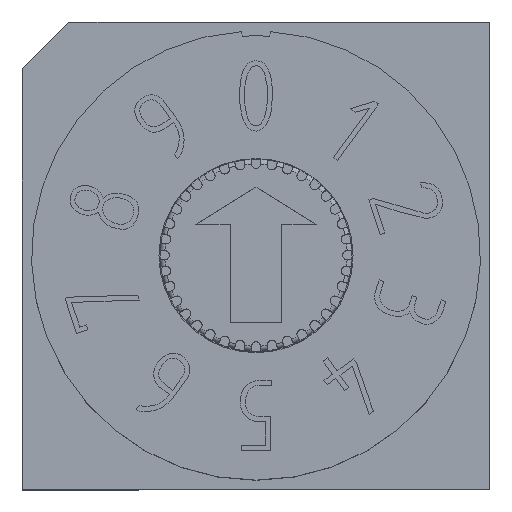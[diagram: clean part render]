
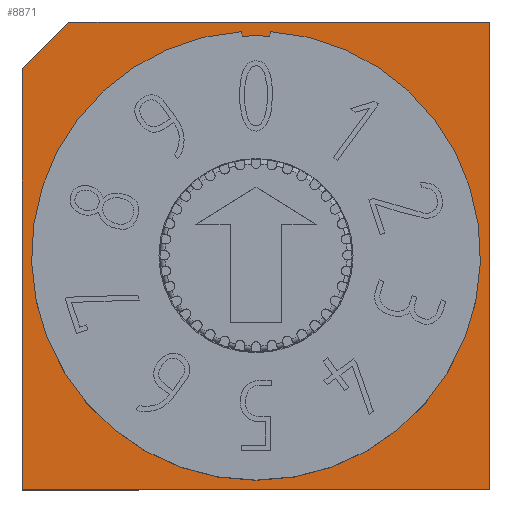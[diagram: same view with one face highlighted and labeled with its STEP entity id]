
A CAD part, top view. The second image highlights one B-rep face of the part: STEP entity #8871.
In plain terms, the highlighted planar face has unit normal (0, 0, 1).
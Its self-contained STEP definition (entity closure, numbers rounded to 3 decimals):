
#310=CIRCLE('',#9306,4.7);
#316=CIRCLE('',#9455,4.8);
#583=PLANE('',#9456);
#876=LINE('',#12959,#1417);
#881=LINE('',#12977,#1422);
#1101=LINE('',#14128,#1642);
#1107=LINE('',#14141,#1648);
#1108=LINE('',#14143,#1649);
#1112=LINE('',#14152,#1653);
#1120=LINE('',#14230,#1661);
#1417=VECTOR('',#10556,1000.);
#1422=VECTOR('',#10571,1000.);
#1642=VECTOR('',#11059,1000.);
#1648=VECTOR('',#11067,1000.);
#1649=VECTOR('',#11070,1000.);
#1653=VECTOR('',#11076,1000.);
#1661=VECTOR('',#11106,1000.);
#3174=ORIENTED_EDGE('',*,*,#4496,.T.);
#3175=ORIENTED_EDGE('',*,*,#4157,.F.);
#3176=ORIENTED_EDGE('',*,*,#4162,.F.);
#3177=ORIENTED_EDGE('',*,*,#4165,.F.);
#3178=ORIENTED_EDGE('',*,*,#4476,.T.);
#3179=ORIENTED_EDGE('',*,*,#4497,.F.);
#3180=ORIENTED_EDGE('',*,*,#4477,.T.);
#3181=ORIENTED_EDGE('',*,*,#4481,.T.);
#3182=ORIENTED_EDGE('',*,*,#4470,.T.);
#4157=EDGE_CURVE('',#5017,#5018,#876,.T.);
#4162=EDGE_CURVE('',#5021,#5017,#310,.T.);
#4165=EDGE_CURVE('',#5023,#5021,#881,.T.);
#4470=EDGE_CURVE('',#5134,#5135,#1101,.T.);
#4476=EDGE_CURVE('',#5135,#5139,#1107,.T.);
#4477=EDGE_CURVE('',#5140,#5141,#1108,.T.);
#4481=EDGE_CURVE('',#5141,#5134,#1112,.T.);
#4496=EDGE_CURVE('',#5023,#5018,#316,.T.);
#4497=EDGE_CURVE('',#5140,#5139,#1120,.T.);
#5017=VERTEX_POINT('',#12960);
#5018=VERTEX_POINT('',#12961);
#5021=VERTEX_POINT('',#12972);
#5023=VERTEX_POINT('',#12978);
#5134=VERTEX_POINT('',#14129);
#5135=VERTEX_POINT('',#14130);
#5139=VERTEX_POINT('',#14140);
#5140=VERTEX_POINT('',#14144);
#5141=VERTEX_POINT('',#14145);
#5665=EDGE_LOOP('',(#3174,#3175,#3176,#3177));
#5666=EDGE_LOOP('',(#3178,#3179,#3180,#3181,#3182));
#6046=FACE_BOUND('',#5665,.T.);
#6047=FACE_BOUND('',#5666,.T.);
#8871=ADVANCED_FACE('',(#6046,#6047),#583,.T.);
#9306=AXIS2_PLACEMENT_3D('',#12971,#10564,#10565);
#9455=AXIS2_PLACEMENT_3D('',#14228,#11102,#11103);
#9456=AXIS2_PLACEMENT_3D('',#14229,#11104,#11105);
#10556=DIRECTION('',(0.063,-0.998,0.));
#10564=DIRECTION('',(0.,0.,1.));
#10565=DIRECTION('',(1.,0.,0.));
#10571=DIRECTION('',(0.063,0.998,0.));
#11059=DIRECTION('',(0.,-1.,0.));
#11067=DIRECTION('',(1.,0.,0.));
#11070=DIRECTION('',(0.,1.,0.));
#11076=DIRECTION('',(-1.,0.,0.));
#11102=DIRECTION('',(0.,0.,-1.));
#11103=DIRECTION('',(1.,0.,0.));
#11104=DIRECTION('',(0.,0.,1.));
#11105=DIRECTION('',(1.,0.,0.));
#11106=DIRECTION('',(-0.707,-0.707,0.));
#12959=CARTESIAN_POINT('',(0.303,-4.79,2.8));
#12960=CARTESIAN_POINT('',(0.297,-4.691,2.8));
#12961=CARTESIAN_POINT('',(0.303,-4.79,2.8));
#12971=CARTESIAN_POINT('',(0.,0.,2.8));
#12972=CARTESIAN_POINT('',(-0.297,-4.691,2.8));
#12977=CARTESIAN_POINT('',(-0.297,-4.691,2.8));
#12978=CARTESIAN_POINT('',(-0.303,-4.79,2.8));
#14128=CARTESIAN_POINT('',(-5.,5.,2.8));
#14129=CARTESIAN_POINT('',(-5.,5.,2.8));
#14130=CARTESIAN_POINT('',(-5.,-5.,2.8));
#14140=CARTESIAN_POINT('',(4.,-5.,2.8));
#14141=CARTESIAN_POINT('',(-5.,-5.,2.8));
#14143=CARTESIAN_POINT('',(5.,-5.,2.8));
#14144=CARTESIAN_POINT('',(5.,-4.,2.8));
#14145=CARTESIAN_POINT('',(5.,5.,2.8));
#14152=CARTESIAN_POINT('',(5.,5.,2.8));
#14228=CARTESIAN_POINT('',(0.,0.,2.8));
#14229=CARTESIAN_POINT('',(-5.,-5.,2.8));
#14230=CARTESIAN_POINT('',(-0.5,-9.5,2.8));
